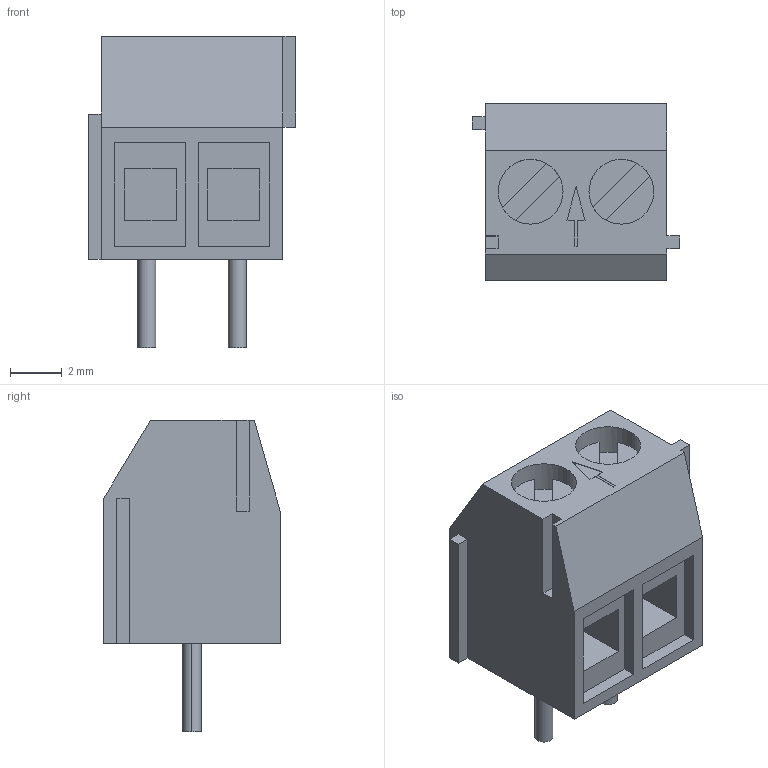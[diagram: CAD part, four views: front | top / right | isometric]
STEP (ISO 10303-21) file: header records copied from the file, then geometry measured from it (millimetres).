
FILE_DESCRIPTION (( 'STEP AP214' ), '1' );
FILE_NAME ('KLS2_350_3_50_02P_Green.STEP', '2022-02-01T05:02:19', ( '' ), ( '' ), 'SwSTEP 2.0', 'SolidWorks 2019', '' );
FILE_SCHEMA (( 'AUTOMOTIVE_DESIGN' ));
Length unit declared in the file: millimetre
Products named in the file (1): KLS2_350_3_50_02P_Green
Bounding box: 8 x 6.8 x 12 mm (x, y, z)
Volume: 333.2 mm3; surface area: 429.5 mm2
Topology: 1 solids, 1 shells, 72 faces, 183 edges, 122 vertices
Faces by surface type: plane 64, cylinder 8
Entity records: 2889 total; most frequent: CARTESIAN_POINT 378, ORIENTED_EDGE 366, DIRECTION 353, EDGE_CURVE 183, LINE 159, VECTOR 159, VERTEX_POINT 122, AXIS2_PLACEMENT_3D 97
